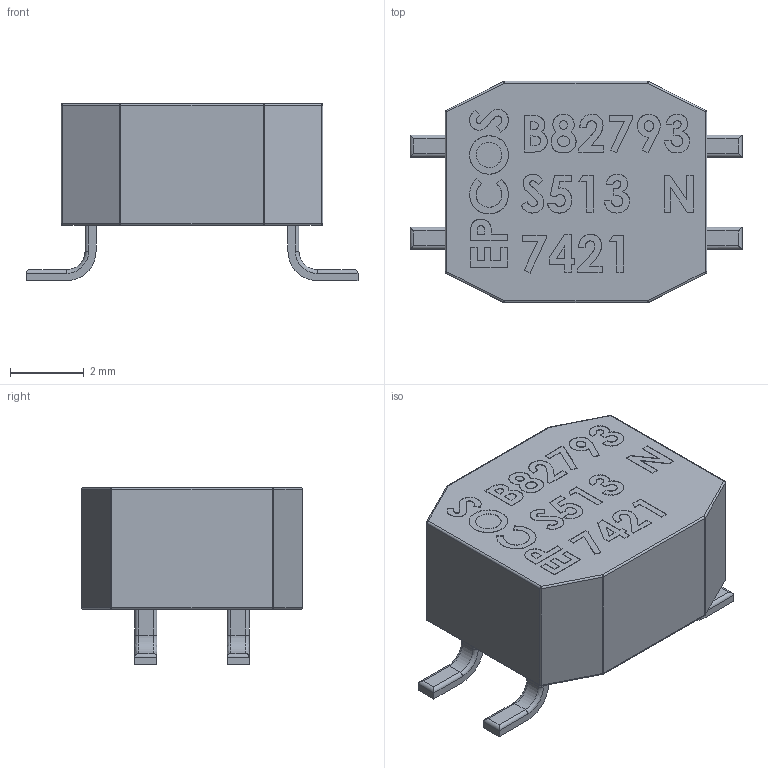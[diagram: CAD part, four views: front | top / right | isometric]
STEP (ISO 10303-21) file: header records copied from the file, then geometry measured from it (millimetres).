
FILE_DESCRIPTION (( 'STEP AP214' ), '1' );
FILE_NAME ('User Library-B82793C0S0.STEP', '2018-02-26T10:53:22', ( '' ), ( '' ), 'SwSTEP 2.0', 'SolidWorks 2018', '' );
FILE_SCHEMA (( 'AUTOMOTIVE_DESIGN' ));
Length unit declared in the file: millimetre
Products named in the file (1): User Library-B82793C0S0
Bounding box: 9 x 6 x 4.81 mm (x, y, z)
Volume: 134.2 mm3; surface area: 178.9 mm2
Topology: 5 solids, 5 shells, 390 faces, 992 edges, 632 vertices
Faces by surface type: plane 184, bspline 154, cylinder 52
Entity records: 19376 total; most frequent: CARTESIAN_POINT 10065, ORIENTED_EDGE 1968, DIRECTION 1270, EDGE_CURVE 984, VERTEX_POINT 632, VECTOR 620, LINE 620, EDGE_LOOP 418
